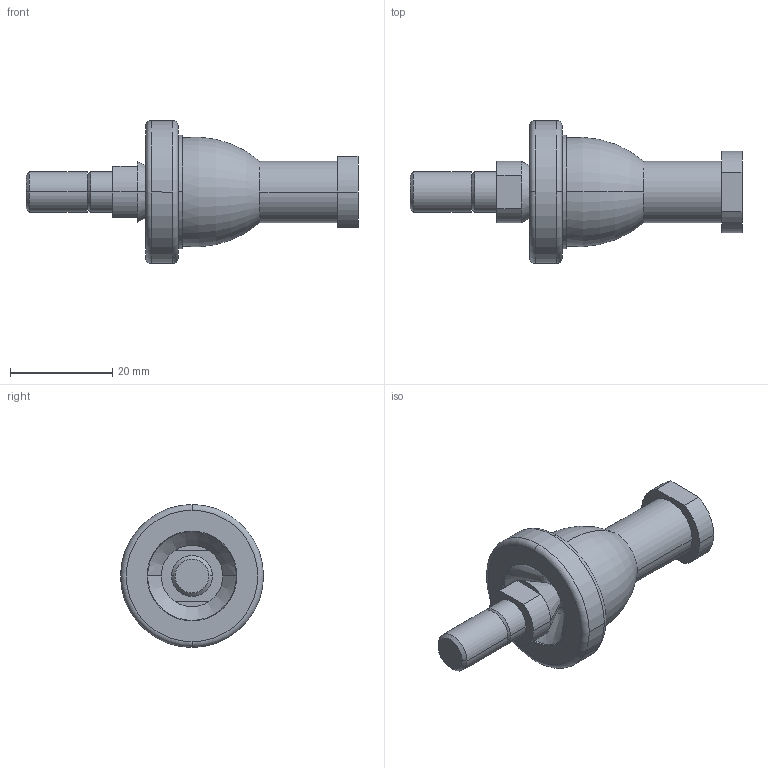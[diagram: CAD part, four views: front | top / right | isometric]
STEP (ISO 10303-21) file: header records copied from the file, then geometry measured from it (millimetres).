
FILE_DESCRIPTION(('STEP AP214'),'1');
FILE_NAME('embout_mf-22020.stp','2018-03-16T07:52:45',('TraceParts'),('TraceParts S.A.'),'Spatial InterOp 3D',' ',' ');
FILE_SCHEMA(('automotive_design'));
Length unit declared in the file: millimetre
Products named in the file (2): embout_mf-22020_1; embout_mf-22020_2
Bounding box: 65 x 28 x 28 mm (x, y, z)
Volume: 11394.1 mm3; surface area: 5612.2 mm2
Topology: 2 solids, 2 shells, 63 faces, 147 edges, 90 vertices
Faces by surface type: cylinder 22, cone 16, plane 15, torus 6, sphere 4
Entity records: 1820 total; most frequent: DIRECTION 362, CARTESIAN_POINT 296, ORIENTED_EDGE 282, AXIS2_PLACEMENT_3D 156, EDGE_CURVE 141, CIRCLE 91, VERTEX_POINT 90, EDGE_LOOP 71
